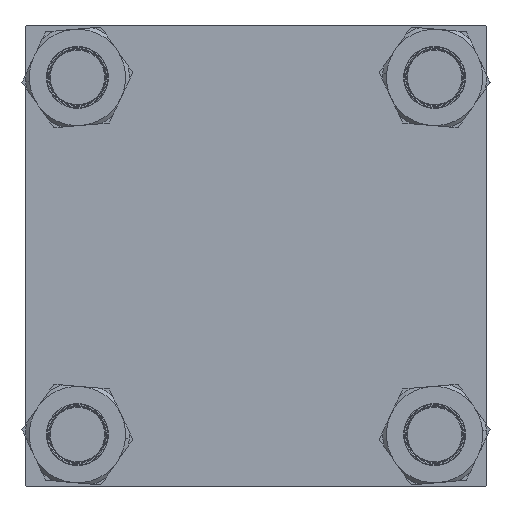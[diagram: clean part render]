
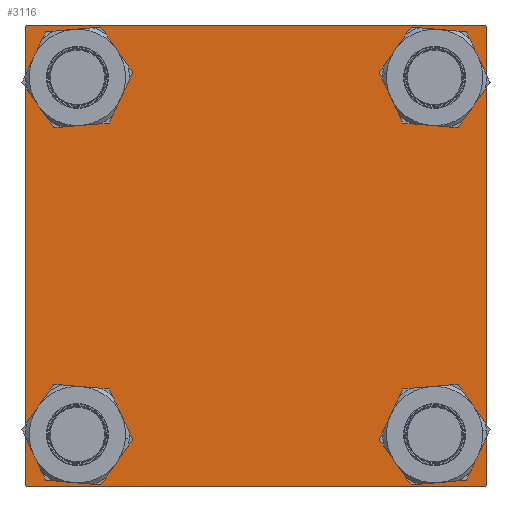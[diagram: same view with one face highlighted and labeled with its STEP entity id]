
A CAD part, left-side view. The second image highlights one B-rep face of the part: STEP entity #3116.
In plain terms, the highlighted planar face has unit normal (-1, 0, 0).
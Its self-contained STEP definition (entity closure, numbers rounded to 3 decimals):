
#75 = VERTEX_POINT ( 'NONE', #23210 ) ;
#375 = CIRCLE ( 'NONE', #38235, 15.5 ) ;
#733 = VECTOR ( 'NONE', #28117, 1000. ) ;
#829 = CIRCLE ( 'NONE', #8223, 15.5 ) ;
#1957 = FACE_BOUND ( 'NONE', #55372, .T. ) ;
#2374 = VECTOR ( 'NONE', #8943, 1000. ) ;
#2509 = DIRECTION ( 'NONE',  ( 0., 0., 1. ) ) ;
#2870 = CARTESIAN_POINT ( 'NONE',  ( 0., -122., -122.5 ) ) ;
#3116 = ADVANCED_FACE ( 'NONE', ( #50834, #1957, #47047, #33737, #7419 ), #42703, .T. ) ;
#3627 = LINE ( 'NONE', #12302, #3662 ) ;
#3662 = VECTOR ( 'NONE', #38919, 1000. ) ;
#3808 = EDGE_CURVE ( 'NONE', #38776, #45877, #375, .T. ) ;
#4097 = CARTESIAN_POINT ( 'NONE',  ( 0., 122.5, -122.5 ) ) ;
#4166 = CARTESIAN_POINT ( 'NONE',  ( 0., -122.5, -122. ) ) ;
#4776 = VERTEX_POINT ( 'NONE', #47452 ) ;
#5539 = CARTESIAN_POINT ( 'NONE',  ( 0., -95.1, 79.6 ) ) ;
#5964 = ORIENTED_EDGE ( 'NONE', *, *, #33771, .T. ) ;
#5991 = DIRECTION ( 'NONE',  ( 1., 0., 0. ) ) ;
#6048 = CARTESIAN_POINT ( 'NONE',  ( 0., 95.1, -95.1 ) ) ;
#6251 = ORIENTED_EDGE ( 'NONE', *, *, #33862, .T. ) ;
#6589 = DIRECTION ( 'NONE',  ( 0., -1., 0. ) ) ;
#7419 = FACE_OUTER_BOUND ( 'NONE', #27330, .T. ) ;
#7469 = ORIENTED_EDGE ( 'NONE', *, *, #24902, .T. ) ;
#7818 = DIRECTION ( 'NONE',  ( 1., 0., 0. ) ) ;
#8164 = CARTESIAN_POINT ( 'NONE',  ( 0., 122.5, -122. ) ) ;
#8223 = AXIS2_PLACEMENT_3D ( 'NONE', #6048, #27466, #23967 ) ;
#8731 = LINE ( 'NONE', #4097, #17733 ) ;
#8943 = DIRECTION ( 'NONE',  ( 0., -0.707, 0.707 ) ) ;
#9066 = CARTESIAN_POINT ( 'NONE',  ( 0., 95.1, -79.6 ) ) ;
#9183 = LINE ( 'NONE', #18113, #44665 ) ;
#9393 = ORIENTED_EDGE ( 'NONE', *, *, #24372, .T. ) ;
#9415 = VERTEX_POINT ( 'NONE', #4166 ) ;
#9513 = LINE ( 'NONE', #31490, #48935 ) ;
#9895 = EDGE_LOOP ( 'NONE', ( #45016, #29724 ) ) ;
#10474 = ORIENTED_EDGE ( 'NONE', *, *, #3808, .T. ) ;
#10983 = AXIS2_PLACEMENT_3D ( 'NONE', #26810, #13514, #35783 ) ;
#12086 = VERTEX_POINT ( 'NONE', #53658 ) ;
#12302 = CARTESIAN_POINT ( 'NONE',  ( 0., 122.25, 122.25 ) ) ;
#12530 = EDGE_CURVE ( 'NONE', #46447, #75, #44063, .T. ) ;
#13514 = DIRECTION ( 'NONE',  ( 1., 0., 0. ) ) ;
#13694 = AXIS2_PLACEMENT_3D ( 'NONE', #28540, #5991, #41574 ) ;
#15020 = ORIENTED_EDGE ( 'NONE', *, *, #25285, .F. ) ;
#15431 = CARTESIAN_POINT ( 'NONE',  ( 0., 95.1, 110.6 ) ) ;
#16341 = EDGE_LOOP ( 'NONE', ( #9393, #43394 ) ) ;
#16462 = CARTESIAN_POINT ( 'NONE',  ( 0., -95.1, -95.1 ) ) ;
#17069 = VERTEX_POINT ( 'NONE', #2870 ) ;
#17095 = EDGE_CURVE ( 'NONE', #45877, #38776, #33120, .T. ) ;
#17252 = AXIS2_PLACEMENT_3D ( 'NONE', #51139, #29438, #38696 ) ;
#17733 = VECTOR ( 'NONE', #26932, 1000. ) ;
#18113 = CARTESIAN_POINT ( 'NONE',  ( 0., -122.25, 122.25 ) ) ;
#19307 = DIRECTION ( 'NONE',  ( 0., 0., -1. ) ) ;
#20266 = CARTESIAN_POINT ( 'NONE',  ( 0., 122.5, 122. ) ) ;
#20679 = CARTESIAN_POINT ( 'NONE',  ( 0., 0., 0. ) ) ;
#20993 = CARTESIAN_POINT ( 'NONE',  ( 0., -95.1, 95.1 ) ) ;
#21547 = AXIS2_PLACEMENT_3D ( 'NONE', #52289, #25058, #34619 ) ;
#22152 = DIRECTION ( 'NONE',  ( 0., 0., 1. ) ) ;
#22870 = DIRECTION ( 'NONE',  ( 0., -0.707, -0.707 ) ) ;
#23210 = CARTESIAN_POINT ( 'NONE',  ( 0., 95.1, 79.6 ) ) ;
#23642 = AXIS2_PLACEMENT_3D ( 'NONE', #20993, #39248, #22152 ) ;
#23967 = DIRECTION ( 'NONE',  ( 0., 0., 1. ) ) ;
#24209 = VECTOR ( 'NONE', #22870, 1000. ) ;
#24372 = EDGE_CURVE ( 'NONE', #43238, #4776, #829, .T. ) ;
#24522 = EDGE_CURVE ( 'NONE', #45189, #37273, #37785, .T. ) ;
#24902 = EDGE_CURVE ( 'NONE', #46092, #28754, #3627, .T. ) ;
#25053 = CARTESIAN_POINT ( 'NONE',  ( 0., 122.5, 122.5 ) ) ;
#25058 = DIRECTION ( 'NONE',  ( 1., 0., 0. ) ) ;
#25285 = EDGE_CURVE ( 'NONE', #27800, #9415, #9513, .T. ) ;
#25450 = DIRECTION ( 'NONE',  ( 0., 0., 1. ) ) ;
#25614 = EDGE_LOOP ( 'NONE', ( #42616, #52858 ) ) ;
#25646 = CIRCLE ( 'NONE', #13694, 15.5 ) ;
#26211 = AXIS2_PLACEMENT_3D ( 'NONE', #20679, #28554, #2509 ) ;
#26810 = CARTESIAN_POINT ( 'NONE',  ( 0., -95.1, 95.1 ) ) ;
#26932 = DIRECTION ( 'NONE',  ( 0., -1., 0. ) ) ;
#27330 = EDGE_LOOP ( 'NONE', ( #56259, #5964, #6251, #52507, #15020, #56508, #54500, #7469 ) ) ;
#27466 = DIRECTION ( 'NONE',  ( 1., 0., 0. ) ) ;
#27800 = VERTEX_POINT ( 'NONE', #36823 ) ;
#28117 = DIRECTION ( 'NONE',  ( 0., 0., -1. ) ) ;
#28227 = VECTOR ( 'NONE', #6589, 1000. ) ;
#28540 = CARTESIAN_POINT ( 'NONE',  ( 0., 95.1, -95.1 ) ) ;
#28554 = DIRECTION ( 'NONE',  ( -1., 0., 0. ) ) ;
#28754 = VERTEX_POINT ( 'NONE', #20266 ) ;
#29201 = DIRECTION ( 'NONE',  ( 0., 0., 1. ) ) ;
#29438 = DIRECTION ( 'NONE',  ( 1., 0., 0. ) ) ;
#29457 = CARTESIAN_POINT ( 'NONE',  ( 0., 122.5, 122.5 ) ) ;
#29724 = ORIENTED_EDGE ( 'NONE', *, *, #37719, .T. ) ;
#29796 = CARTESIAN_POINT ( 'NONE',  ( 0., -95.1, -95.1 ) ) ;
#30368 = ORIENTED_EDGE ( 'NONE', *, *, #17095, .T. ) ;
#30913 = LINE ( 'NONE', #31493, #2374 ) ;
#31151 = DIRECTION ( 'NONE',  ( 0., 0.707, 0.707 ) ) ;
#31490 = CARTESIAN_POINT ( 'NONE',  ( 0., -122.5, 122.5 ) ) ;
#31493 = CARTESIAN_POINT ( 'NONE',  ( 0., -122.25, -122.25 ) ) ;
#31527 = CARTESIAN_POINT ( 'NONE',  ( 0., -95.1, -110.6 ) ) ;
#33120 = CIRCLE ( 'NONE', #54363, 15.5 ) ;
#33737 = FACE_BOUND ( 'NONE', #9895, .T. ) ;
#33771 = EDGE_CURVE ( 'NONE', #49176, #12086, #56186, .T. ) ;
#33862 = EDGE_CURVE ( 'NONE', #12086, #17069, #8731, .T. ) ;
#34619 = DIRECTION ( 'NONE',  ( 0., 0., 1. ) ) ;
#35783 = DIRECTION ( 'NONE',  ( 0., 0., 1. ) ) ;
#36449 = CARTESIAN_POINT ( 'NONE',  ( 0., -95.1, 110.6 ) ) ;
#36823 = CARTESIAN_POINT ( 'NONE',  ( 0., -122.5, 122. ) ) ;
#37273 = VERTEX_POINT ( 'NONE', #5539 ) ;
#37719 = EDGE_CURVE ( 'NONE', #75, #46447, #43757, .T. ) ;
#37785 = CIRCLE ( 'NONE', #10983, 15.5 ) ;
#38235 = AXIS2_PLACEMENT_3D ( 'NONE', #29796, #7818, #25450 ) ;
#38388 = LINE ( 'NONE', #25053, #28227 ) ;
#38513 = EDGE_CURVE ( 'NONE', #27800, #47666, #9183, .T. ) ;
#38696 = DIRECTION ( 'NONE',  ( 0., 0., 1. ) ) ;
#38776 = VERTEX_POINT ( 'NONE', #45341 ) ;
#38919 = DIRECTION ( 'NONE',  ( 0., 0.707, -0.707 ) ) ;
#39068 = CARTESIAN_POINT ( 'NONE',  ( 0., -122., 122.5 ) ) ;
#39248 = DIRECTION ( 'NONE',  ( 1., 0., 0. ) ) ;
#41574 = DIRECTION ( 'NONE',  ( 0., 0., 1. ) ) ;
#42616 = ORIENTED_EDGE ( 'NONE', *, *, #24522, .T. ) ;
#42703 = PLANE ( 'NONE',  #26211 ) ;
#43001 = CIRCLE ( 'NONE', #23642, 15.5 ) ;
#43238 = VERTEX_POINT ( 'NONE', #9066 ) ;
#43394 = ORIENTED_EDGE ( 'NONE', *, *, #56294, .T. ) ;
#43757 = CIRCLE ( 'NONE', #21547, 15.5 ) ;
#44063 = CIRCLE ( 'NONE', #17252, 15.5 ) ;
#44665 = VECTOR ( 'NONE', #31151, 1000. ) ;
#45016 = ORIENTED_EDGE ( 'NONE', *, *, #12530, .T. ) ;
#45189 = VERTEX_POINT ( 'NONE', #36449 ) ;
#45341 = CARTESIAN_POINT ( 'NONE',  ( 0., -95.1, -79.6 ) ) ;
#45478 = LINE ( 'NONE', #29457, #733 ) ;
#45877 = VERTEX_POINT ( 'NONE', #31527 ) ;
#46092 = VERTEX_POINT ( 'NONE', #52025 ) ;
#46447 = VERTEX_POINT ( 'NONE', #15431 ) ;
#47047 = FACE_BOUND ( 'NONE', #16341, .T. ) ;
#47211 = CARTESIAN_POINT ( 'NONE',  ( 0., 122.25, -122.25 ) ) ;
#47452 = CARTESIAN_POINT ( 'NONE',  ( 0., 95.1, -110.6 ) ) ;
#47666 = VERTEX_POINT ( 'NONE', #39068 ) ;
#48935 = VECTOR ( 'NONE', #19307, 1000. ) ;
#49176 = VERTEX_POINT ( 'NONE', #8164 ) ;
#49577 = EDGE_CURVE ( 'NONE', #17069, #9415, #30913, .T. ) ;
#49712 = EDGE_CURVE ( 'NONE', #46092, #47666, #38388, .T. ) ;
#49826 = EDGE_CURVE ( 'NONE', #37273, #45189, #43001, .T. ) ;
#50642 = DIRECTION ( 'NONE',  ( 1., 0., 0. ) ) ;
#50834 = FACE_BOUND ( 'NONE', #25614, .T. ) ;
#51139 = CARTESIAN_POINT ( 'NONE',  ( 0., 95.1, 95.1 ) ) ;
#52025 = CARTESIAN_POINT ( 'NONE',  ( 0., 122., 122.5 ) ) ;
#52289 = CARTESIAN_POINT ( 'NONE',  ( 0., 95.1, 95.1 ) ) ;
#52507 = ORIENTED_EDGE ( 'NONE', *, *, #49577, .T. ) ;
#52858 = ORIENTED_EDGE ( 'NONE', *, *, #49826, .T. ) ;
#53658 = CARTESIAN_POINT ( 'NONE',  ( 0., 122., -122.5 ) ) ;
#54363 = AXIS2_PLACEMENT_3D ( 'NONE', #16462, #50642, #29201 ) ;
#54500 = ORIENTED_EDGE ( 'NONE', *, *, #49712, .F. ) ;
#55372 = EDGE_LOOP ( 'NONE', ( #10474, #30368 ) ) ;
#55989 = EDGE_CURVE ( 'NONE', #28754, #49176, #45478, .T. ) ;
#56186 = LINE ( 'NONE', #47211, #24209 ) ;
#56259 = ORIENTED_EDGE ( 'NONE', *, *, #55989, .T. ) ;
#56294 = EDGE_CURVE ( 'NONE', #4776, #43238, #25646, .T. ) ;
#56508 = ORIENTED_EDGE ( 'NONE', *, *, #38513, .T. ) ;
